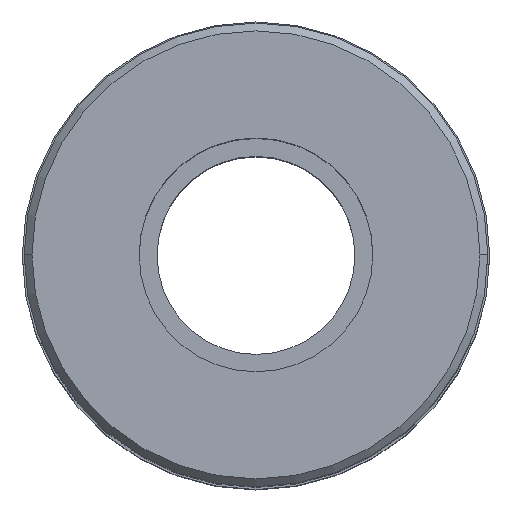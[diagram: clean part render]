
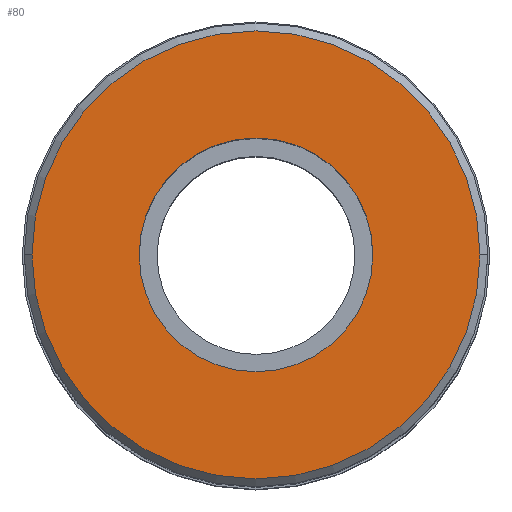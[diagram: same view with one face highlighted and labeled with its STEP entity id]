
A CAD part, top view. The second image highlights one B-rep face of the part: STEP entity #80.
In plain terms, the highlighted planar face has unit normal (0, 0, 1).
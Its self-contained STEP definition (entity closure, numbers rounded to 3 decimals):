
#25 = VERTEX_POINT ( 'NONE', #107 ) ;
#72 = DIRECTION ( 'NONE',  ( 0., 0., -1. ) ) ;
#80 = ADVANCED_FACE ( 'NONE', ( #926, #878 ), #708, .T. ) ;
#98 = DIRECTION ( 'NONE',  ( -1., 0., 0. ) ) ;
#100 = DIRECTION ( 'NONE',  ( 0., 0., -1. ) ) ;
#107 = CARTESIAN_POINT ( 'NONE',  ( 1.5, 0., 9.9 ) ) ;
#111 = DIRECTION ( 'NONE',  ( -1., 0., 0. ) ) ;
#123 = EDGE_CURVE ( 'NONE', #152, #709, #841, .T. ) ;
#130 = ORIENTED_EDGE ( 'NONE', *, *, #453, .F. ) ;
#137 = CARTESIAN_POINT ( 'NONE',  ( 2.875, 0., 9.9 ) ) ;
#152 = VERTEX_POINT ( 'NONE', #137 ) ;
#155 = CIRCLE ( 'NONE', #902, 1.5 ) ;
#175 = DIRECTION ( 'NONE',  ( 0., 0., 1. ) ) ;
#190 = EDGE_CURVE ( 'NONE', #25, #395, #494, .T. ) ;
#202 = AXIS2_PLACEMENT_3D ( 'NONE', #416, #961, #111 ) ;
#206 = DIRECTION ( 'NONE',  ( 0., 0., -1. ) ) ;
#217 = CIRCLE ( 'NONE', #538, 2.875 ) ;
#233 = ORIENTED_EDGE ( 'NONE', *, *, #190, .T. ) ;
#248 = CARTESIAN_POINT ( 'NONE',  ( 0., 0., 9.9 ) ) ;
#371 = ORIENTED_EDGE ( 'NONE', *, *, #924, .T. ) ;
#395 = VERTEX_POINT ( 'NONE', #483 ) ;
#413 = AXIS2_PLACEMENT_3D ( 'NONE', #489, #175, #714 ) ;
#416 = CARTESIAN_POINT ( 'NONE',  ( 0., 0., 9.9 ) ) ;
#453 = EDGE_CURVE ( 'NONE', #709, #152, #217, .T. ) ;
#467 = AXIS2_PLACEMENT_3D ( 'NONE', #819, #206, #663 ) ;
#483 = CARTESIAN_POINT ( 'NONE',  ( -1.5, 0., 9.9 ) ) ;
#489 = CARTESIAN_POINT ( 'NONE',  ( 0., 0., 9.9 ) ) ;
#494 = CIRCLE ( 'NONE', #467, 1.5 ) ;
#538 = AXIS2_PLACEMENT_3D ( 'NONE', #248, #100, #98 ) ;
#540 = CARTESIAN_POINT ( 'NONE',  ( 0., 0., 9.9 ) ) ;
#557 = EDGE_LOOP ( 'NONE', ( #233, #371 ) ) ;
#663 = DIRECTION ( 'NONE',  ( 1., 0., 0. ) ) ;
#693 = EDGE_LOOP ( 'NONE', ( #130, #791 ) ) ;
#708 = PLANE ( 'NONE',  #413 ) ;
#709 = VERTEX_POINT ( 'NONE', #808 ) ;
#714 = DIRECTION ( 'NONE',  ( 1., 0., 0. ) ) ;
#769 = DIRECTION ( 'NONE',  ( 1., 0., 0. ) ) ;
#791 = ORIENTED_EDGE ( 'NONE', *, *, #123, .F. ) ;
#808 = CARTESIAN_POINT ( 'NONE',  ( -2.875, 0., 9.9 ) ) ;
#819 = CARTESIAN_POINT ( 'NONE',  ( 0., 0., 9.9 ) ) ;
#841 = CIRCLE ( 'NONE', #202, 2.875 ) ;
#878 = FACE_BOUND ( 'NONE', #557, .T. ) ;
#902 = AXIS2_PLACEMENT_3D ( 'NONE', #540, #72, #769 ) ;
#924 = EDGE_CURVE ( 'NONE', #395, #25, #155, .T. ) ;
#926 = FACE_OUTER_BOUND ( 'NONE', #693, .T. ) ;
#961 = DIRECTION ( 'NONE',  ( 0., 0., -1. ) ) ;
